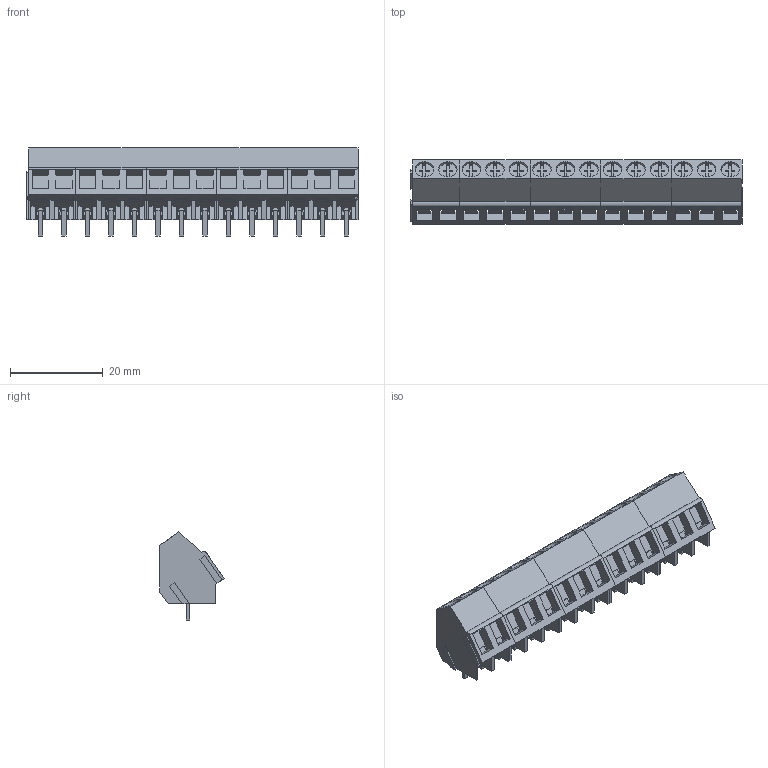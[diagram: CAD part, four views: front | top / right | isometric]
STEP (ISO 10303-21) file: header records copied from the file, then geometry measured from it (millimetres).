
FILE_DESCRIPTION(('CATIA V5 STEP Exchange','CAx-IF Rec.Pracs.--- Model Styling and Organization---1.2---2011-12-15'),'2;1');
FILE_NAME ('D1465163_0_9994650000_9994650000.stp','2018-03-31T06:42:07+00:00',('none'),('Weidmueller'),'CATIA Version 5-6 Release 2014','CATIA V5 STEP AP214','none');
FILE_SCHEMA(('AUTOMOTIVE_DESIGN { 1 0 10303 214 1 1 1 1 }'));
Length unit declared in the file: millimetre
Products named in the file (1): 9994650000
Bounding box: 71.67 x 13.9 x 19 mm (x, y, z)
Volume: 8241.4 mm3; surface area: 9411.4 mm2
Topology: 33 solids, 33 shells, 1143 faces, 3189 edges, 2126 vertices
Faces by surface type: plane 1054, cylinder 89
Entity records: 35197 total; most frequent: ORIENTED_EDGE 6378, CARTESIAN_POINT 6157, DIRECTION 4853, EDGE_CURVE 3189, VECTOR 2955, LINE 2955, VERTEX_POINT 2126, EDGE_LOOP 1185
